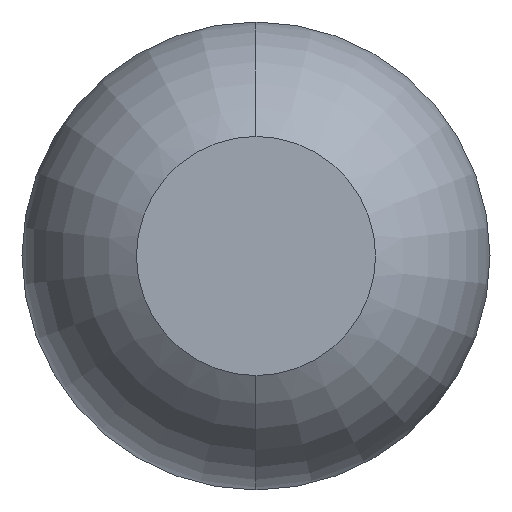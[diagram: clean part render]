
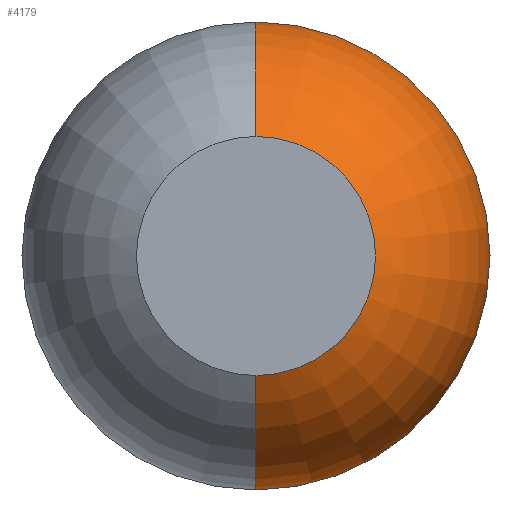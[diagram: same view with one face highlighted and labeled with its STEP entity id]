
A CAD part, front view. The second image highlights one B-rep face of the part: STEP entity #4179.
In plain terms, the highlighted toroidal (fillet/blend) face has major radius 0.035 mm and minor radius 0.65 mm.
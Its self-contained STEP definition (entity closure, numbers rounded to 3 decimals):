
#35 = VERTEX_POINT ( 'NONE', #2985 ) ;
#162 = CIRCLE ( 'NONE', #2345, 0.65 ) ;
#235 = CARTESIAN_POINT ( 'NONE',  ( 0., -24.431, 0.035 ) ) ;
#265 = ORIENTED_EDGE ( 'NONE', *, *, #3223, .F. ) ;
#306 = CARTESIAN_POINT ( 'NONE',  ( 0., -24.431, 0. ) ) ;
#362 = FACE_OUTER_BOUND ( 'NONE', #1215, .T. ) ;
#414 = CARTESIAN_POINT ( 'NONE',  ( 0., -24.431, 0. ) ) ;
#515 = DIRECTION ( 'NONE',  ( 0., 0., -1. ) ) ;
#782 = CIRCLE ( 'NONE', #3429, 0.35 ) ;
#1115 = CARTESIAN_POINT ( 'NONE',  ( 0., -24.431, 0.685 ) ) ;
#1123 = AXIS2_PLACEMENT_3D ( 'NONE', #306, #1932, #3265 ) ;
#1167 = EDGE_CURVE ( 'NONE', #35, #3237, #162, .T. ) ;
#1215 = EDGE_LOOP ( 'NONE', ( #3596, #3217, #265, #3163 ) ) ;
#1286 = DIRECTION ( 'NONE',  ( -1., 0., 0. ) ) ;
#1377 = EDGE_CURVE ( 'Defeature ausgef�hrt1_4+Defeature ausgef�hrt1_5+Defeature ausgef�hrt1_5+Defeature ausgef�hrt1_5', #35, #2235, #1511, .T. ) ;
#1427 = VERTEX_POINT ( 'NONE', #2827 ) ;
#1511 = CIRCLE ( 'NONE', #4024, 0.685 ) ;
#1571 = DIRECTION ( 'NONE',  ( 1., 0., 0. ) ) ;
#1662 = CARTESIAN_POINT ( 'NONE',  ( 0., -25., -0.35 ) ) ;
#1932 = DIRECTION ( 'NONE',  ( 0., -1., 0. ) ) ;
#1994 = DIRECTION ( 'NONE',  ( 0., 0., -1. ) ) ;
#2033 = CARTESIAN_POINT ( 'NONE',  ( 0., -25., 0. ) ) ;
#2235 = VERTEX_POINT ( 'NONE', #1115 ) ;
#2345 = AXIS2_PLACEMENT_3D ( 'NONE', #2680, #1286, #3664 ) ;
#2405 = TOROIDAL_SURFACE ( 'NONE', #1123, 0.035, 0.65 ) ;
#2680 = CARTESIAN_POINT ( 'NONE',  ( 0., -24.431, -0.035 ) ) ;
#2827 = CARTESIAN_POINT ( 'NONE',  ( 0., -25., 0.35 ) ) ;
#2985 = CARTESIAN_POINT ( 'NONE',  ( 0., -24.431, -0.685 ) ) ;
#3098 = CIRCLE ( 'NONE', #3632, 0.65 ) ;
#3163 = ORIENTED_EDGE ( 'NONE', *, *, #1167, .F. ) ;
#3164 = DIRECTION ( 'NONE',  ( 0., -1., 0. ) ) ;
#3217 = ORIENTED_EDGE ( 'NONE', *, *, #4052, .T. ) ;
#3223 = EDGE_CURVE ( 'Defeature ausgef�hrt1_25+Defeature ausgef�hrt1_4+Defeature ausgef�hrt1_4+Defeature ausgef�hrt1_4', #3237, #1427, #782, .T. ) ;
#3237 = VERTEX_POINT ( 'NONE', #1662 ) ;
#3265 = DIRECTION ( 'NONE',  ( 0., 0., -1. ) ) ;
#3429 = AXIS2_PLACEMENT_3D ( 'NONE', #2033, #4369, #1994 ) ;
#3596 = ORIENTED_EDGE ( 'NONE', *, *, #1377, .T. ) ;
#3632 = AXIS2_PLACEMENT_3D ( 'NONE', #235, #1571, #3910 ) ;
#3664 = DIRECTION ( 'NONE',  ( 0., 0., 1. ) ) ;
#3910 = DIRECTION ( 'NONE',  ( 0., 0., -1. ) ) ;
#4024 = AXIS2_PLACEMENT_3D ( 'NONE', #414, #3164, #515 ) ;
#4052 = EDGE_CURVE ( 'NONE', #2235, #1427, #3098, .T. ) ;
#4179 = ADVANCED_FACE ( 'Defeature ausgef�hrt1_4', ( #362 ), #2405, .T. ) ;
#4369 = DIRECTION ( 'NONE',  ( 0., -1., 0. ) ) ;
